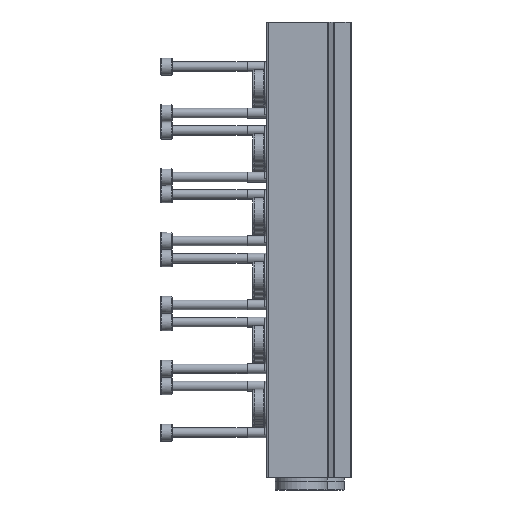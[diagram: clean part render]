
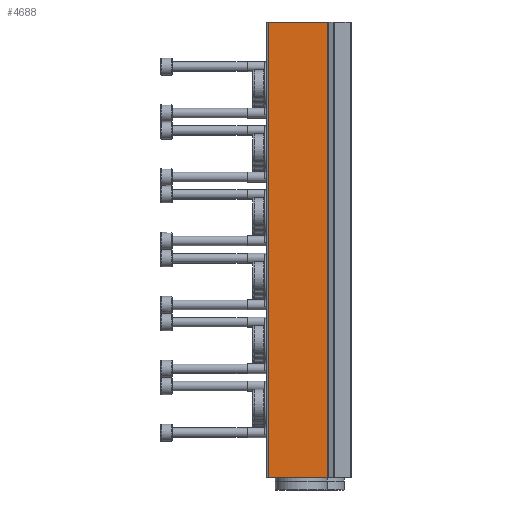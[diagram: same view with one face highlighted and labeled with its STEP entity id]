
A CAD part, left-side view. The second image highlights one B-rep face of the part: STEP entity #4688.
In plain terms, the highlighted planar face has unit normal (-1, 0, 0).
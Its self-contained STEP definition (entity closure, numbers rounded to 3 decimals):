
#198=PLANE('',#5055);
#674=ORIENTED_EDGE('',*,*,#1892,.F.);
#675=ORIENTED_EDGE('',*,*,#1891,.F.);
#676=ORIENTED_EDGE('',*,*,#1893,.T.);
#677=ORIENTED_EDGE('',*,*,#1894,.T.);
#1891=EDGE_CURVE('',#2500,#2498,#2947,.T.);
#1892=EDGE_CURVE('',#2498,#2501,#2948,.T.);
#1893=EDGE_CURVE('',#2500,#2502,#2949,.T.);
#1894=EDGE_CURVE('',#2502,#2501,#2950,.T.);
#2498=VERTEX_POINT('',#7576);
#2500=VERTEX_POINT('',#7580);
#2501=VERTEX_POINT('',#7584);
#2502=VERTEX_POINT('',#7586);
#2947=LINE('',#7581,#3239);
#2948=LINE('',#7583,#3240);
#2949=LINE('',#7585,#3241);
#2950=LINE('',#7587,#3242);
#3239=VECTOR('',#5694,1000.);
#3240=VECTOR('',#5697,1000.);
#3241=VECTOR('',#5698,1000.);
#3242=VECTOR('',#5699,1000.);
#3549=EDGE_LOOP('',(#674,#675,#676,#677));
#4065=FACE_BOUND('',#3549,.T.);
#4688=ADVANCED_FACE('',(#4065),#198,.T.);
#5055=AXIS2_PLACEMENT_3D('',#7582,#5695,#5696);
#5694=DIRECTION('',(0.,0.,1.));
#5695=DIRECTION('',(-1.,0.,0.));
#5696=DIRECTION('',(0.,0.,1.));
#5697=DIRECTION('',(0.,-1.,0.));
#5698=DIRECTION('',(0.,-1.,0.));
#5699=DIRECTION('',(0.,0.,1.));
#7576=CARTESIAN_POINT('',(-47.,41.5,0.));
#7580=CARTESIAN_POINT('',(-47.,41.5,-228.));
#7581=CARTESIAN_POINT('',(-47.,41.5,-228.));
#7582=CARTESIAN_POINT('',(-47.,41.5,-228.));
#7583=CARTESIAN_POINT('',(-47.,41.5,0.));
#7584=CARTESIAN_POINT('',(-47.,11.858,0.));
#7585=CARTESIAN_POINT('',(-47.,41.5,-228.));
#7586=CARTESIAN_POINT('',(-47.,11.858,-228.));
#7587=CARTESIAN_POINT('',(-47.,11.858,-228.));
